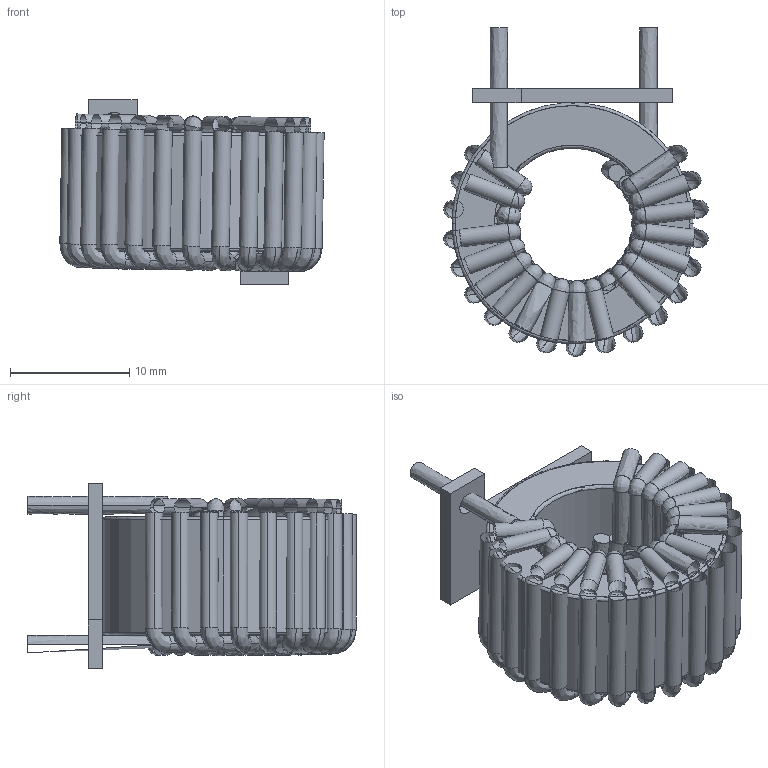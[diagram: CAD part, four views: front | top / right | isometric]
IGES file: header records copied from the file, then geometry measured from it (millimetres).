
Start section: SolidWorks IGES file using analytic representation for surfaces
Global section: file name: 32065r5.IGS; native system: SolidWorks 2010; preprocessor: SolidWorks 2010; author: kkamath; date: 110705.095910; units: inch
Bounding box: 22.15 x 27.51 x 15.49 mm (x, y, z)
Surface area: 4415.9 mm2 (no closed solid volume)
Topology: 0 solids, 0 shells, 425 faces, 4824 edges, 4727 vertices
Faces by surface type: bspline 247, revolution 178
